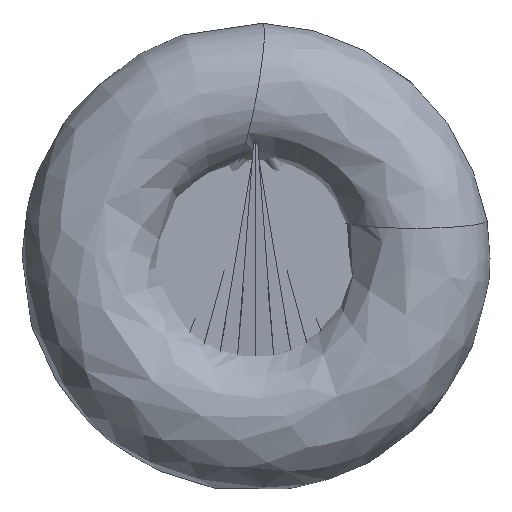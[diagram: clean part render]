
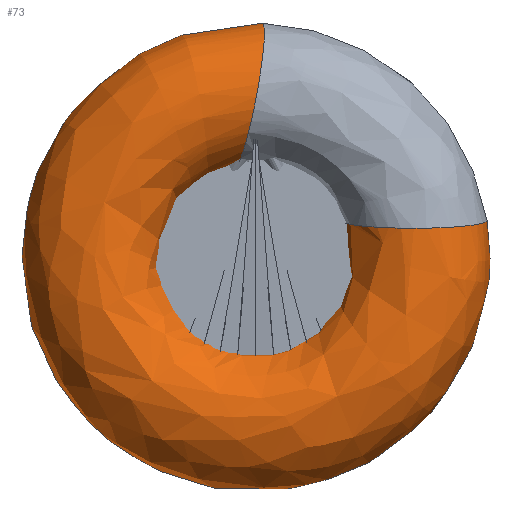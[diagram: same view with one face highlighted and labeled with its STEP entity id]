
A CAD part, left-side view. The second image highlights one B-rep face of the part: STEP entity #73.
In plain terms, the highlighted free-form (B-spline) face has degree [3, 3] with [7, 7] control points.
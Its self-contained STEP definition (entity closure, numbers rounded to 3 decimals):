
#73=ADVANCED_FACE('',(#94,#95),#92,.F.);
#92=(
BOUNDED_SURFACE()
B_SPLINE_SURFACE(3,3,((#365,#366,#367,#368,#369,#370,#371),(#372,#373,#374,
#375,#376,#377,#378),(#379,#380,#381,#382,#383,#384,#385),(#386,#387,#388,
#389,#390,#391,#392),(#393,#394,#395,#396,#397,#398,#399),(#400,#401,#402,
#403,#404,#405,#406),(#407,#408,#409,#410,#411,#412,#413)),
 .UNSPECIFIED.,.T.,.F.,.F.)
B_SPLINE_SURFACE_WITH_KNOTS((1,3,3,3,1),(4,3,4),(-0.5,0.,0.5,1.,1.5),(0.,
0.5,1.),.UNSPECIFIED.)
GEOMETRIC_REPRESENTATION_ITEM()
RATIONAL_B_SPLINE_SURFACE(((1.,0.559,0.559,1.,0.559,
0.559,1.),(0.333,0.186,0.186,
0.333,0.186,0.186,0.333),
(0.333,0.186,0.186,0.333,
0.186,0.186,0.333),(1.,0.559,
0.559,1.,0.559,0.559,1.),(0.333,
0.186,0.186,0.333,0.186,
0.186,0.333),(0.333,0.186,
0.186,0.333,0.186,0.186,
0.333),(1.,0.559,0.559,1.,0.559,
0.559,1.)))
REPRESENTATION_ITEM('')
SURFACE()
);
#94=FACE_BOUND('',#128,.T.);
#95=FACE_BOUND('',#129,.T.);
#128=EDGE_LOOP('',(#164));
#129=EDGE_LOOP('',(#165));
#164=ORIENTED_EDGE('',*,*,#218,.T.);
#165=ORIENTED_EDGE('',*,*,#219,.T.);
#200=VERTEX_POINT('',#362);
#201=VERTEX_POINT('',#364);
#218=EDGE_CURVE('',#200,#200,#236,.T.);
#219=EDGE_CURVE('',#201,#201,#237,.T.);
#236=CIRCLE('',#255,5.);
#237=CIRCLE('',#256,5.);
#255=AXIS2_PLACEMENT_3D('',#361,#291,#292);
#256=AXIS2_PLACEMENT_3D('',#363,#293,#294);
#291=DIRECTION('',(-0.105,0.977,0.185));
#292=DIRECTION('',(0.995,0.103,0.019));
#293=DIRECTION('',(0.105,0.,-0.995));
#294=DIRECTION('',(0.995,0.,0.105));
#361=CARTESIAN_POINT('',(4.973,0.466,11.08));
#362=CARTESIAN_POINT('',(9.945,0.98,11.177));
#363=CARTESIAN_POINT('',(4.973,-10.799,2.523));
#364=CARTESIAN_POINT('',(9.945,-10.799,3.045));
#365=CARTESIAN_POINT('',(9.945,-10.799,3.045));
#366=CARTESIAN_POINT('',(9.945,-14.214,-9.064));
#367=CARTESIAN_POINT('',(9.945,-3.979,-16.381));
#368=CARTESIAN_POINT('',(9.945,6.375,-9.233));
#369=CARTESIAN_POINT('',(9.945,16.728,-2.085));
#370=CARTESIAN_POINT('',(9.945,13.513,10.079));
#371=CARTESIAN_POINT('',(9.945,0.98,11.177));
#372=CARTESIAN_POINT('',(9.945,-0.799,3.045));
#373=CARTESIAN_POINT('',(9.945,-4.214,2.149));
#374=CARTESIAN_POINT('',(9.945,-4.528,-1.367));
#375=CARTESIAN_POINT('',(9.945,-1.327,-2.855));
#376=CARTESIAN_POINT('',(9.945,1.874,-4.343));
#377=CARTESIAN_POINT('',(9.945,4.36,-1.836));
#378=CARTESIAN_POINT('',(9.945,2.843,1.352));
#379=CARTESIAN_POINT('',(0.,-0.799,2.));
#380=CARTESIAN_POINT('',(0.,-3.042,1.104));
#381=CARTESIAN_POINT('',(0.,-2.959,-1.309));
#382=CARTESIAN_POINT('',(0.,-0.66,-2.05));
#383=CARTESIAN_POINT('',(0.,1.638,-2.79));
#384=CARTESIAN_POINT('',(0.,3.114,-0.879));
#385=CARTESIAN_POINT('',(0.,1.816,1.158));
#386=CARTESIAN_POINT('',(0.,-10.799,2.));
#387=CARTESIAN_POINT('',(0.,-13.042,-10.109));
#388=CARTESIAN_POINT('',(0.,-2.41,-16.324));
#389=CARTESIAN_POINT('',(0.,7.041,-8.428));
#390=CARTESIAN_POINT('',(0.,16.492,-0.532));
#391=CARTESIAN_POINT('',(0.,12.268,11.035));
#392=CARTESIAN_POINT('',(0.,-0.047,10.982));
#393=CARTESIAN_POINT('',(0.,-20.799,2.));
#394=CARTESIAN_POINT('',(0.,-23.042,-21.323));
#395=CARTESIAN_POINT('',(0.,-1.86,-31.339));
#396=CARTESIAN_POINT('',(0.,14.743,-14.807));
#397=CARTESIAN_POINT('',(0.,31.346,1.726));
#398=CARTESIAN_POINT('',(0.,21.421,22.95));
#399=CARTESIAN_POINT('',(0.,-1.911,20.807));
#400=CARTESIAN_POINT('',(9.945,-20.799,3.045));
#401=CARTESIAN_POINT('',(9.945,-24.214,-20.277));
#402=CARTESIAN_POINT('',(9.945,-3.429,-31.396));
#403=CARTESIAN_POINT('',(9.945,14.076,-15.612));
#404=CARTESIAN_POINT('',(9.945,31.582,0.173));
#405=CARTESIAN_POINT('',(9.945,22.667,21.993));
#406=CARTESIAN_POINT('',(9.945,-0.884,21.002));
#407=CARTESIAN_POINT('',(9.945,-10.799,3.045));
#408=CARTESIAN_POINT('',(9.945,-14.214,-9.064));
#409=CARTESIAN_POINT('',(9.945,-3.979,-16.381));
#410=CARTESIAN_POINT('',(9.945,6.375,-9.233));
#411=CARTESIAN_POINT('',(9.945,16.728,-2.085));
#412=CARTESIAN_POINT('',(9.945,13.513,10.079));
#413=CARTESIAN_POINT('',(9.945,0.98,11.177));
